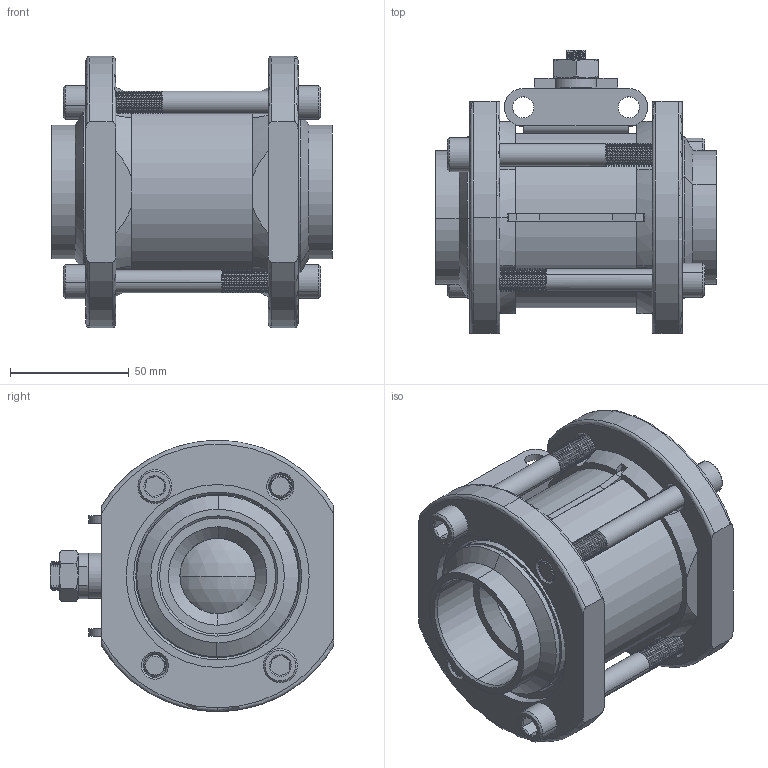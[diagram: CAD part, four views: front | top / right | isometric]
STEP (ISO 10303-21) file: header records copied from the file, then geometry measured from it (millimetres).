
FILE_DESCRIPTION (( 'STEP AP203' ), '1' );
FILE_NAME ('22XXSWSZ.step', '2018-03-15T17:41:27', ( '' ), ( '' ), 'SwSTEP 2.0', 'SolidWorks 2017', '' );
FILE_SCHEMA (( 'CONFIG_CONTROL_DESIGN' ));
Length unit declared in the file: inch
Products named in the file (1): 22XXSWSZ
Bounding box: 118.11 x 119.08 x 114.05 mm (x, y, z)
Volume: 482248.5 mm3; surface area: 171517.2 mm2
Topology: 24 solids, 24 shells, 1258 faces, 3316 edges, 2136 vertices
Faces by surface type: cylinder 734, cone 199, plane 183, bspline 112, torus 28, sphere 2
Entity records: 129206 total; most frequent: CARTESIAN_POINT 101928, ORIENTED_EDGE 6624, DIRECTION 4802, EDGE_CURVE 3312, VERTEX_POINT 2134, AXIS2_PLACEMENT_3D 1834, EDGE_LOOP 1354, ADVANCED_FACE 1258
